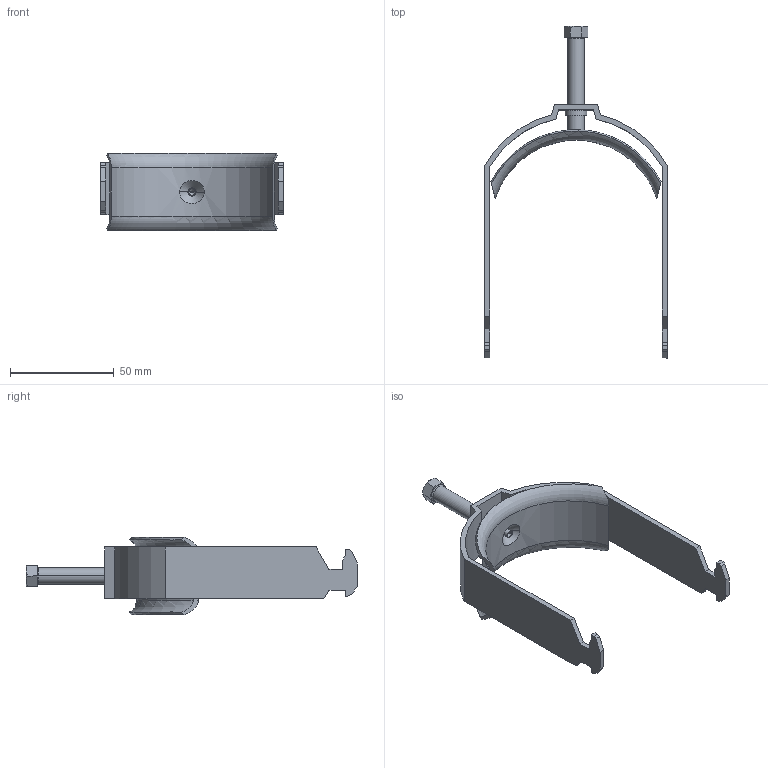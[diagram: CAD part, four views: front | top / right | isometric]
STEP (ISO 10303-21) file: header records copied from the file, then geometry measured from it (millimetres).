
FILE_DESCRIPTION (( 'STEP AP214' ), '1' );
FILE_NAME ('1186082.STEP', '2023-09-04T08:10:28', ( '' ), ( '' ), 'SwSTEP 2.0', 'SolidWorks 2022', '' );
FILE_SCHEMA (( 'AUTOMOTIVE_DESIGN' ));
Length unit declared in the file: millimetre
Products named in the file (4): 203552_Standard; 1186082; 157103_1Fach; 142313_Druckschraube - M8 x 45
Assembly tree (3 placements, depth 2):
  1186082
    157103_1Fach
    142313_Druckschraube - M8 x 45
    203552_Standard
Bounding box: 88 x 160 x 37.59 mm (x, y, z)
Volume: 26306.4 mm3; surface area: 25990.8 mm2
Topology: 3 solids, 3 shells, 243 faces, 632 edges, 416 vertices
Faces by surface type: plane 134, bspline 59, cylinder 32, cone 10, torus 8
Entity records: 12566 total; most frequent: CARTESIAN_POINT 6386, ORIENTED_EDGE 1256, DIRECTION 944, EDGE_CURVE 628, VERTEX_POINT 416, LINE 372, VECTOR 372, AXIS2_PLACEMENT_3D 286
